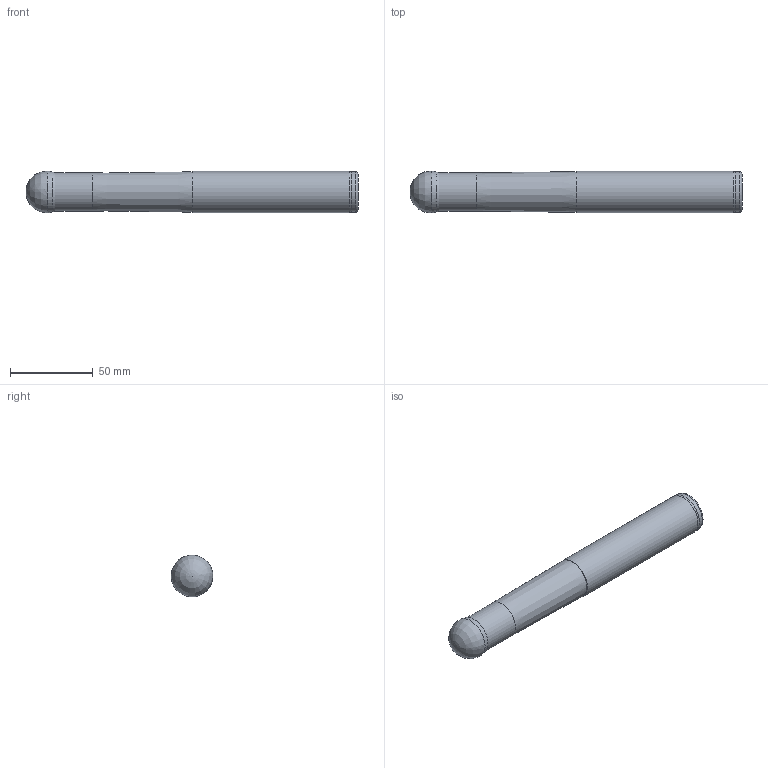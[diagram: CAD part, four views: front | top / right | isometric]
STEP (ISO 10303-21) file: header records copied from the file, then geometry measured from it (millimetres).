
FILE_DESCRIPTION(/* description */ (''),/* implementation_level */ '2;1');
FILE_NAME(/* name */ 'APMR-P3225-D25-C25-L200.stp',/* time_stamp */ '2023-10-02T12:07:17+03:00',/* author */ (''),/* organization */ (''),/* preprocessor_version */ 'ST-DEVELOPER v19.4',/* originating_system */ 'SIEMENS PLM Software NX2306.5001',/* authorisation */ '');
FILE_SCHEMA (('AUTOMOTIVE_DESIGN { 1 0 10303 214 3 1 1 1 }'));
Length unit declared in the file: millimetre
Products named in the file (1): APMR-P3225-D25-C25-L200-LIGHT_x_t_objects
Bounding box: 200 x 25.14 x 25.15 mm (x, y, z)
Volume: 98040.8 mm3; surface area: 17518.2 mm2
Topology: 2 solids, 2 shells, 13 faces, 28 edges, 17 vertices
Faces by surface type: cylinder 3, cone 3, revolution 3, plane 2, sphere 1, torus 1
Full cylindrical faces by diameter (mm): 23 x1, 24.5 x1, 25 x1
Entity records: 310 total; most frequent: CARTESIAN_POINT 60, DIRECTION 48, EDGE_LOOP 22, ORIENTED_EDGE 22, AXIS2_PLACEMENT_3D 22, FACE_BOUND 20, ADVANCED_FACE 13, VERTEX_POINT 12
